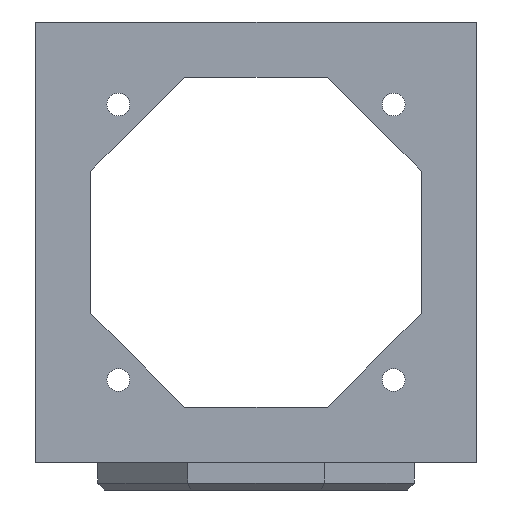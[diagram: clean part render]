
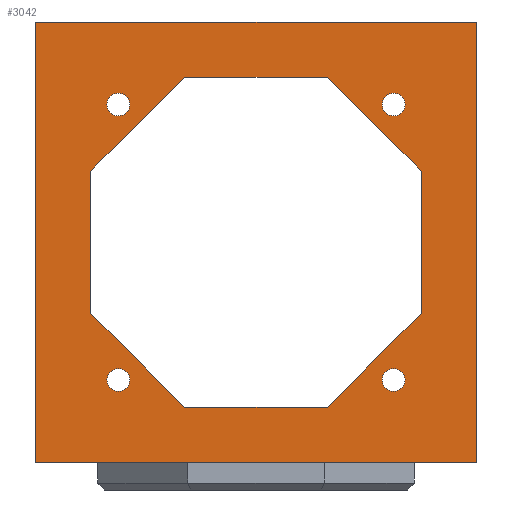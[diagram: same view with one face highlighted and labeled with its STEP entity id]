
A CAD part, left-side view. The second image highlights one B-rep face of the part: STEP entity #3042.
In plain terms, the highlighted planar face has unit normal (-1, 0, 0).
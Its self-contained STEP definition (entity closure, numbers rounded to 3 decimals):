
#97=CIRCLE('',#3234,0.825);
#98=CIRCLE('',#3235,0.825);
#99=CIRCLE('',#3236,0.825);
#100=CIRCLE('',#3237,0.825);
#141=FACE_BOUND('',#605,.T.);
#142=FACE_BOUND('',#606,.T.);
#143=FACE_BOUND('',#607,.T.);
#144=FACE_BOUND('',#608,.T.);
#145=FACE_BOUND('',#609,.T.);
#244=PLANE('',#3233);
#404=FACE_OUTER_BOUND('',#604,.T.);
#604=EDGE_LOOP('',(#2655,#2656,#2657,#2658));
#605=EDGE_LOOP('',(#2659,#2660,#2661,#2662,#2663,#2664,#2665,#2666));
#606=EDGE_LOOP('',(#2667));
#607=EDGE_LOOP('',(#2668));
#608=EDGE_LOOP('',(#2669));
#609=EDGE_LOOP('',(#2670));
#765=LINE('',#4906,#1051);
#833=LINE('',#5066,#1119);
#879=LINE('',#5196,#1165);
#902=LINE('',#5241,#1188);
#903=LINE('',#5242,#1189);
#904=LINE('',#5244,#1190);
#905=LINE('',#5246,#1191);
#906=LINE('',#5248,#1192);
#907=LINE('',#5250,#1193);
#908=LINE('',#5252,#1194);
#909=LINE('',#5254,#1195);
#910=LINE('',#5255,#1196);
#1051=VECTOR('',#3482,10.);
#1119=VECTOR('',#3634,10.);
#1165=VECTOR('',#3756,10.);
#1188=VECTOR('',#3815,10.);
#1189=VECTOR('',#3816,10.);
#1190=VECTOR('',#3817,10.);
#1191=VECTOR('',#3818,10.);
#1192=VECTOR('',#3819,10.);
#1193=VECTOR('',#3820,10.);
#1194=VECTOR('',#3821,10.);
#1195=VECTOR('',#3822,10.);
#1196=VECTOR('',#3823,10.);
#1455=VERTEX_POINT('',#4903);
#1456=VERTEX_POINT('',#4905);
#1505=VERTEX_POINT('',#5064);
#1506=VERTEX_POINT('',#5065);
#1551=VERTEX_POINT('',#5194);
#1552=VERTEX_POINT('',#5195);
#1557=VERTEX_POINT('',#5243);
#1558=VERTEX_POINT('',#5245);
#1559=VERTEX_POINT('',#5247);
#1560=VERTEX_POINT('',#5249);
#1561=VERTEX_POINT('',#5251);
#1562=VERTEX_POINT('',#5253);
#1563=VERTEX_POINT('',#5256);
#1564=VERTEX_POINT('',#5258);
#1565=VERTEX_POINT('',#5260);
#1566=VERTEX_POINT('',#5262);
#1785=EDGE_CURVE('',#1455,#1456,#765,.T.);
#1865=EDGE_CURVE('',#1505,#1506,#833,.T.);
#1929=EDGE_CURVE('',#1551,#1552,#879,.T.);
#1954=EDGE_CURVE('',#1552,#1505,#902,.T.);
#1955=EDGE_CURVE('',#1506,#1551,#903,.T.);
#1956=EDGE_CURVE('',#1456,#1557,#904,.T.);
#1957=EDGE_CURVE('',#1558,#1455,#905,.T.);
#1958=EDGE_CURVE('',#1559,#1558,#906,.T.);
#1959=EDGE_CURVE('',#1560,#1559,#907,.T.);
#1960=EDGE_CURVE('',#1561,#1560,#908,.T.);
#1961=EDGE_CURVE('',#1562,#1561,#909,.T.);
#1962=EDGE_CURVE('',#1557,#1562,#910,.T.);
#1963=EDGE_CURVE('',#1563,#1563,#97,.T.);
#1964=EDGE_CURVE('',#1564,#1564,#98,.T.);
#1965=EDGE_CURVE('',#1565,#1565,#99,.T.);
#1966=EDGE_CURVE('',#1566,#1566,#100,.T.);
#2655=ORIENTED_EDGE('',*,*,#1929,.T.);
#2656=ORIENTED_EDGE('',*,*,#1954,.T.);
#2657=ORIENTED_EDGE('',*,*,#1865,.T.);
#2658=ORIENTED_EDGE('',*,*,#1955,.T.);
#2659=ORIENTED_EDGE('',*,*,#1956,.F.);
#2660=ORIENTED_EDGE('',*,*,#1785,.F.);
#2661=ORIENTED_EDGE('',*,*,#1957,.F.);
#2662=ORIENTED_EDGE('',*,*,#1958,.F.);
#2663=ORIENTED_EDGE('',*,*,#1959,.F.);
#2664=ORIENTED_EDGE('',*,*,#1960,.F.);
#2665=ORIENTED_EDGE('',*,*,#1961,.F.);
#2666=ORIENTED_EDGE('',*,*,#1962,.F.);
#2667=ORIENTED_EDGE('',*,*,#1963,.F.);
#2668=ORIENTED_EDGE('',*,*,#1964,.F.);
#2669=ORIENTED_EDGE('',*,*,#1965,.F.);
#2670=ORIENTED_EDGE('',*,*,#1966,.F.);
#3042=ADVANCED_FACE('',(#404,#141,#142,#143,#144,#145),#244,.F.);
#3233=AXIS2_PLACEMENT_3D('',#5240,#3813,#3814);
#3234=AXIS2_PLACEMENT_3D('',#5257,#3824,#3825);
#3235=AXIS2_PLACEMENT_3D('',#5259,#3826,#3827);
#3236=AXIS2_PLACEMENT_3D('',#5261,#3828,#3829);
#3237=AXIS2_PLACEMENT_3D('',#5263,#3830,#3831);
#3482=DIRECTION('',(0.,-1.,0.));
#3634=DIRECTION('',(0.,1.,0.));
#3756=DIRECTION('',(0.,-1.,0.));
#3813=DIRECTION('center_axis',(1.,0.,0.));
#3814=DIRECTION('ref_axis',(0.,-1.,0.));
#3815=DIRECTION('',(0.,0.,1.));
#3816=DIRECTION('',(0.,0.,-1.));
#3817=DIRECTION('',(0.,-0.707,0.707));
#3818=DIRECTION('',(0.,-0.707,-0.707));
#3819=DIRECTION('',(0.,0.,-1.));
#3820=DIRECTION('',(0.,0.707,-0.707));
#3821=DIRECTION('',(0.,1.,0.));
#3822=DIRECTION('',(0.,0.707,0.707));
#3823=DIRECTION('',(0.,0.,1.));
#3824=DIRECTION('center_axis',(-1.,0.,0.));
#3825=DIRECTION('ref_axis',(0.,-1.,0.));
#3826=DIRECTION('center_axis',(-1.,0.,0.));
#3827=DIRECTION('ref_axis',(0.,-1.,0.));
#3828=DIRECTION('center_axis',(-1.,0.,0.));
#3829=DIRECTION('ref_axis',(0.,-1.,0.));
#3830=DIRECTION('center_axis',(-1.,0.,0.));
#3831=DIRECTION('ref_axis',(0.,-1.,0.));
#4903=CARTESIAN_POINT('',(-32.,5.172,-12.));
#4905=CARTESIAN_POINT('',(-32.,-5.172,-12.));
#4906=CARTESIAN_POINT('',(-32.,5.172,-12.));
#5064=CARTESIAN_POINT('',(-32.,-16.,16.));
#5065=CARTESIAN_POINT('',(-32.,16.,16.));
#5066=CARTESIAN_POINT('',(-32.,-16.,16.));
#5194=CARTESIAN_POINT('',(-32.,16.,-16.));
#5195=CARTESIAN_POINT('',(-32.,-16.,-16.));
#5196=CARTESIAN_POINT('',(-32.,16.,-16.));
#5240=CARTESIAN_POINT('Origin',(-32.,0.,0.));
#5241=CARTESIAN_POINT('',(-32.,-16.,-16.));
#5242=CARTESIAN_POINT('',(-32.,16.,16.));
#5243=CARTESIAN_POINT('',(-32.,-12.,-5.172));
#5244=CARTESIAN_POINT('',(-32.,-8.586,-8.586));
#5245=CARTESIAN_POINT('',(-32.,12.,-5.172));
#5246=CARTESIAN_POINT('',(-32.,8.586,-8.586));
#5247=CARTESIAN_POINT('',(-32.,12.,5.172));
#5248=CARTESIAN_POINT('',(-32.,12.,-5.172));
#5249=CARTESIAN_POINT('',(-32.,5.172,12.));
#5250=CARTESIAN_POINT('',(-32.,12.,5.172));
#5251=CARTESIAN_POINT('',(-32.,-5.172,12.));
#5252=CARTESIAN_POINT('',(-32.,5.172,12.));
#5253=CARTESIAN_POINT('',(-32.,-12.,5.172));
#5254=CARTESIAN_POINT('',(-32.,-8.586,8.586));
#5255=CARTESIAN_POINT('',(-32.,-12.,-5.172));
#5256=CARTESIAN_POINT('',(-32.,10.825,10.));
#5257=CARTESIAN_POINT('Origin',(-32.,10.,10.));
#5258=CARTESIAN_POINT('',(-32.,-9.175,-10.));
#5259=CARTESIAN_POINT('Origin',(-32.,-10.,-10.));
#5260=CARTESIAN_POINT('',(-32.,-9.175,10.));
#5261=CARTESIAN_POINT('Origin',(-32.,-10.,10.));
#5262=CARTESIAN_POINT('',(-32.,10.825,-10.));
#5263=CARTESIAN_POINT('Origin',(-32.,10.,-10.));
